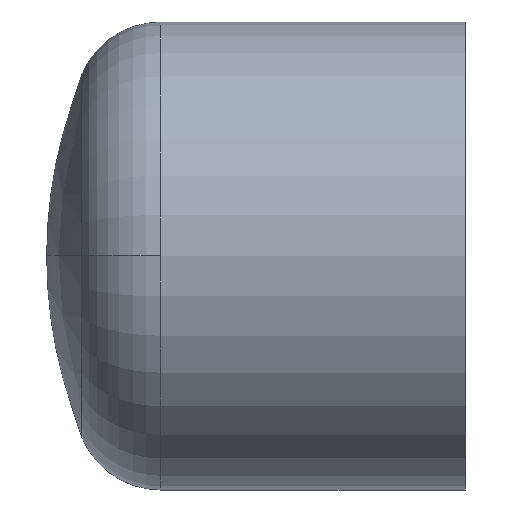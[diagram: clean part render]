
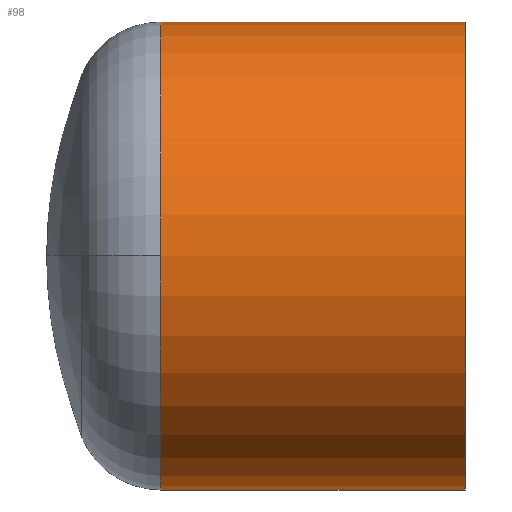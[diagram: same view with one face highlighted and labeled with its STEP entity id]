
A CAD part, top view. The second image highlights one B-rep face of the part: STEP entity #98.
In plain terms, the highlighted cylindrical face has radius 112.5 mm (diameter 225 mm), a partial arc.
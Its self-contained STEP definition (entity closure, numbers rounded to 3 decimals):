
#86 = VERTEX_POINT( '', #222 );
#88 = EDGE_CURVE( '', #104, #118, #224, .T. );
#98 = ADVANCED_FACE( '', ( #236 ), #237, .T. );
#102 = VERTEX_POINT( '', #242 );
#104 = VERTEX_POINT( '', #244 );
#118 = VERTEX_POINT( '', #259 );
#146 = EDGE_CURVE( '', #102, #160, #290, .T. );
#148 = EDGE_CURVE( '', #160, #104, #292, .T. );
#160 = VERTEX_POINT( '', #308 );
#166 = EDGE_CURVE( '', #102, #86, #314, .T. );
#190 = EDGE_CURVE( '', #86, #118, #339, .T. );
#222 = CARTESIAN_POINT( '', ( -146.54, 0., 112.5 ) );
#224 = LINE( '', #366, #367 );
#236 = FACE_OUTER_BOUND( '', #382, .T. );
#237 = CYLINDRICAL_SURFACE( '', #383, 112.5 );
#242 = CARTESIAN_POINT( '', ( -146.54, -112.5, 0. ) );
#244 = CARTESIAN_POINT( '', ( 0., 112.5, 0. ) );
#259 = CARTESIAN_POINT( '', ( -146.54, 112.5, 0. ) );
#290 = LINE( '', #445, #446 );
#292 = CIRCLE( '', #449, 112.5 );
#308 = CARTESIAN_POINT( '', ( 0., -112.5, 0. ) );
#314 = CIRCLE( '', #476, 112.5 );
#339 = CIRCLE( '', #510, 112.5 );
#366 = CARTESIAN_POINT( '', ( -73.27, 112.5, 0. ) );
#367 = VECTOR( '', #528, 1. );
#382 = EDGE_LOOP( '', ( #550, #551, #552, #553, #554 ) );
#383 = AXIS2_PLACEMENT_3D( '', #555, #556, #557 );
#445 = CARTESIAN_POINT( '', ( -73.27, -112.5, 0. ) );
#446 = VECTOR( '', #623, 1. );
#449 = AXIS2_PLACEMENT_3D( '', #624, #625, #626 );
#476 = AXIS2_PLACEMENT_3D( '', #666, #667, #668 );
#510 = AXIS2_PLACEMENT_3D( '', #694, #695, #696 );
#528 = DIRECTION( '', ( -1., 0., 0. ) );
#550 = ORIENTED_EDGE( '', *, *, #88, .T. );
#551 = ORIENTED_EDGE( '', *, *, #190, .F. );
#552 = ORIENTED_EDGE( '', *, *, #166, .F. );
#553 = ORIENTED_EDGE( '', *, *, #146, .T. );
#554 = ORIENTED_EDGE( '', *, *, #148, .T. );
#555 = CARTESIAN_POINT( '', ( -73.27, 0., 0. ) );
#556 = DIRECTION( '', ( 1., 0., 0. ) );
#557 = DIRECTION( '', ( 0., 1., 0. ) );
#623 = DIRECTION( '', ( 1., 0., 0. ) );
#624 = CARTESIAN_POINT( '', ( 0., 0., 0. ) );
#625 = DIRECTION( '', ( -1., 0., 0. ) );
#626 = DIRECTION( '', ( 0., 1., 0. ) );
#666 = CARTESIAN_POINT( '', ( -146.54, 0., 0. ) );
#667 = DIRECTION( '', ( -1., 0., 0. ) );
#668 = DIRECTION( '', ( 0., 1., 0. ) );
#694 = CARTESIAN_POINT( '', ( -146.54, 0., 0. ) );
#695 = DIRECTION( '', ( -1., 0., 0. ) );
#696 = DIRECTION( '', ( 0., 1., 0. ) );
